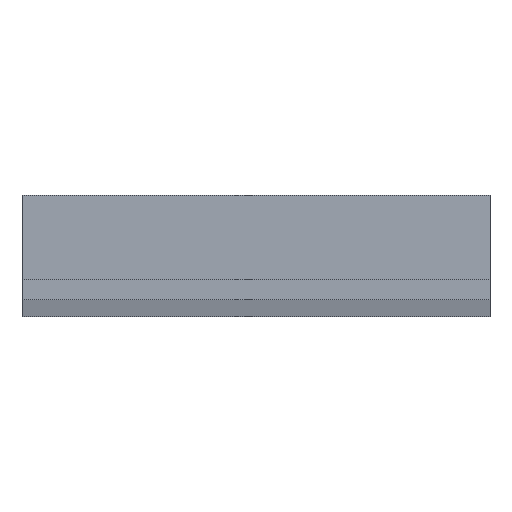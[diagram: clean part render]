
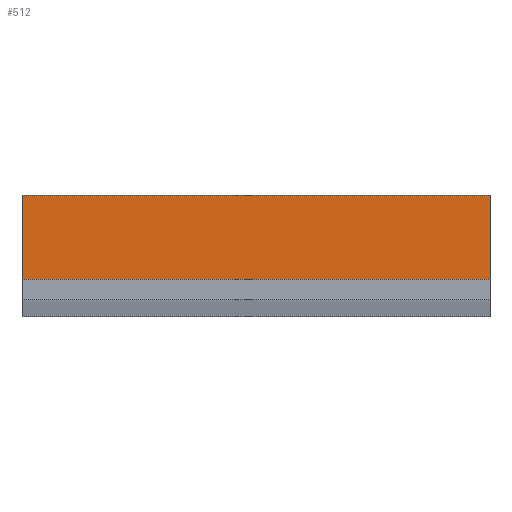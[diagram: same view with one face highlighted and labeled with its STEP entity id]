
A CAD part, front view. The second image highlights one B-rep face of the part: STEP entity #512.
In plain terms, the highlighted planar face has unit normal (0, -1, 0).
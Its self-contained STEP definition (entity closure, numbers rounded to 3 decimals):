
#391 = EDGE_LOOP ( 'NONE', ( #515, #514, #517, #588 ) ) ;
#442 = EDGE_CURVE ( 'NONE', #444, #446, #750, .T. ) ;
#444 = VERTEX_POINT ( 'NONE', #706 ) ;
#446 = VERTEX_POINT ( 'NONE', #701 ) ;
#452 = LINE ( 'NONE', #472, #459 ) ;
#458 = DIRECTION ( 'NONE',  ( 0., 0., -1. ) ) ;
#459 = VECTOR ( 'NONE', #458, 1000. ) ;
#472 = CARTESIAN_POINT ( 'NONE',  ( 0., -10., 0. ) ) ;
#510 = VERTEX_POINT ( 'NONE', #687 ) ;
#512 = ADVANCED_FACE ( 'NONE', ( #686 ), #681, .F. ) ;
#513 = VERTEX_POINT ( 'NONE', #676 ) ;
#514 = ORIENTED_EDGE ( 'NONE', *, *, #516, .F. ) ;
#515 = ORIENTED_EDGE ( 'NONE', *, *, #587, .T. ) ;
#516 = EDGE_CURVE ( 'NONE', #510, #513, #779, .T. ) ;
#517 = ORIENTED_EDGE ( 'NONE', *, *, #518, .F. ) ;
#518 = EDGE_CURVE ( 'NONE', #444, #510, #773, .T. ) ;
#587 = EDGE_CURVE ( 'NONE', #446, #513, #452, .T. ) ;
#588 = ORIENTED_EDGE ( 'NONE', *, *, #442, .T. ) ;
#676 = CARTESIAN_POINT ( 'NONE',  ( 0., -10., 0. ) ) ;
#681 = PLANE ( 'NONE',  #784 ) ;
#686 = FACE_OUTER_BOUND ( 'NONE', #391, .T. ) ;
#687 = CARTESIAN_POINT ( 'NONE',  ( 100., -10., 0. ) ) ;
#701 = CARTESIAN_POINT ( 'NONE',  ( 0., -10., 18. ) ) ;
#703 = DIRECTION ( 'NONE',  ( -1., 0., 0. ) ) ;
#704 = VECTOR ( 'NONE', #703, 1000. ) ;
#705 = CARTESIAN_POINT ( 'NONE',  ( 100., -10., 18. ) ) ;
#706 = CARTESIAN_POINT ( 'NONE',  ( 100., -10., 18. ) ) ;
#750 = LINE ( 'NONE', #705, #704 ) ;
#770 = DIRECTION ( 'NONE',  ( 0., 0., -1. ) ) ;
#771 = VECTOR ( 'NONE', #770, 1000. ) ;
#772 = CARTESIAN_POINT ( 'NONE',  ( 100., -10., 0. ) ) ;
#773 = LINE ( 'NONE', #772, #771 ) ;
#777 = DIRECTION ( 'NONE',  ( -1., 0., 0. ) ) ;
#778 = VECTOR ( 'NONE', #777, 1000. ) ;
#779 = LINE ( 'NONE', #786, #778 ) ;
#781 = DIRECTION ( 'NONE',  ( 0., 0., 1. ) ) ;
#782 = DIRECTION ( 'NONE',  ( 0., 1., 0. ) ) ;
#783 = CARTESIAN_POINT ( 'NONE',  ( 100., -10., 0. ) ) ;
#784 = AXIS2_PLACEMENT_3D ( 'NONE', #783, #782, #781 ) ;
#786 = CARTESIAN_POINT ( 'NONE',  ( 100., -10., 0. ) ) ;
